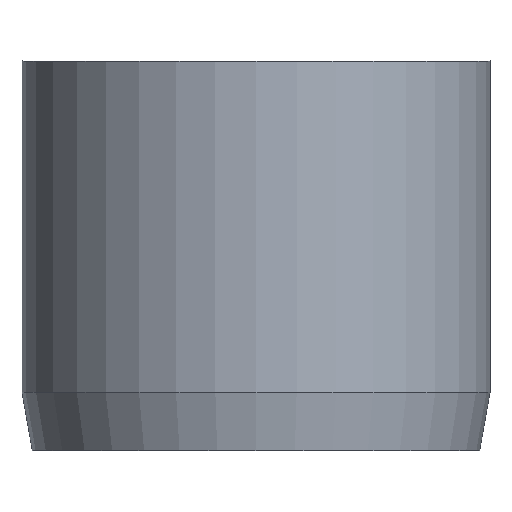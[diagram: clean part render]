
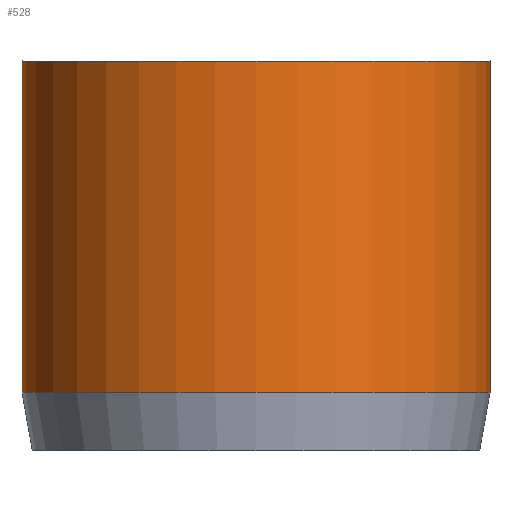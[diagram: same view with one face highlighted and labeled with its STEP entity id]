
A CAD part, front view. The second image highlights one B-rep face of the part: STEP entity #528.
In plain terms, the highlighted cylindrical face has radius 6 mm (diameter 12 mm), a partial arc.
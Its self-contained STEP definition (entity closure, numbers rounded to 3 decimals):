
#13 = CYLINDRICAL_SURFACE ( 'NONE', #901, 6. ) ;
#34 = LINE ( 'NONE', #479, #745 ) ;
#115 = CARTESIAN_POINT ( 'NONE',  ( 0., 0., 10. ) ) ;
#125 = EDGE_CURVE ( 'NONE', #1124, #676, #567, .T. ) ;
#136 = EDGE_CURVE ( 'NONE', #156, #1124, #317, .T. ) ;
#146 = DIRECTION ( 'NONE',  ( 0., 0., -1. ) ) ;
#151 = DIRECTION ( 'NONE',  ( -1., 0., 0. ) ) ;
#156 = VERTEX_POINT ( 'NONE', #467 ) ;
#199 = DIRECTION ( 'NONE',  ( 1., 0., 0. ) ) ;
#232 = CARTESIAN_POINT ( 'NONE',  ( -6., 0., 1.5 ) ) ;
#292 = DIRECTION ( 'NONE',  ( 0., 0., -1. ) ) ;
#297 = DIRECTION ( 'NONE',  ( 1., 0., 0. ) ) ;
#303 = DIRECTION ( 'NONE',  ( 0., 0., 1. ) ) ;
#308 = CARTESIAN_POINT ( 'NONE',  ( 0., 0., 1.5 ) ) ;
#317 = LINE ( 'NONE', #470, #792 ) ;
#361 = ORIENTED_EDGE ( 'NONE', *, *, #995, .F. ) ;
#384 = AXIS2_PLACEMENT_3D ( 'NONE', #115, #761, #199 ) ;
#395 = AXIS2_PLACEMENT_3D ( 'NONE', #308, #303, #297 ) ;
#408 = ORIENTED_EDGE ( 'NONE', *, *, #989, .F. ) ;
#467 = CARTESIAN_POINT ( 'NONE',  ( -6., 0., 10. ) ) ;
#470 = CARTESIAN_POINT ( 'NONE',  ( -6., 0., 10. ) ) ;
#472 = FACE_OUTER_BOUND ( 'NONE', #1045, .T. ) ;
#479 = CARTESIAN_POINT ( 'NONE',  ( 6., 0., 10. ) ) ;
#518 = CARTESIAN_POINT ( 'NONE',  ( 0., 0., 10. ) ) ;
#523 = CIRCLE ( 'NONE', #384, 6. ) ;
#528 = ADVANCED_FACE ( 'NONE', ( #472 ), #13, .T. ) ;
#567 = CIRCLE ( 'NONE', #395, 6. ) ;
#646 = CARTESIAN_POINT ( 'NONE',  ( 6., 0., 1.5 ) ) ;
#676 = VERTEX_POINT ( 'NONE', #646 ) ;
#739 = ORIENTED_EDGE ( 'NONE', *, *, #136, .T. ) ;
#745 = VECTOR ( 'NONE', #1005, 1000. ) ;
#761 = DIRECTION ( 'NONE',  ( 0., 0., 1. ) ) ;
#792 = VECTOR ( 'NONE', #292, 1000. ) ;
#901 = AXIS2_PLACEMENT_3D ( 'NONE', #518, #146, #151 ) ;
#954 = VERTEX_POINT ( 'NONE', #1004 ) ;
#989 = EDGE_CURVE ( 'NONE', #156, #954, #523, .T. ) ;
#995 = EDGE_CURVE ( 'NONE', #954, #676, #34, .T. ) ;
#1004 = CARTESIAN_POINT ( 'NONE',  ( 6., 0., 10. ) ) ;
#1005 = DIRECTION ( 'NONE',  ( 0., 0., -1. ) ) ;
#1017 = ORIENTED_EDGE ( 'NONE', *, *, #125, .T. ) ;
#1045 = EDGE_LOOP ( 'NONE', ( #361, #408, #739, #1017 ) ) ;
#1124 = VERTEX_POINT ( 'NONE', #232 ) ;
